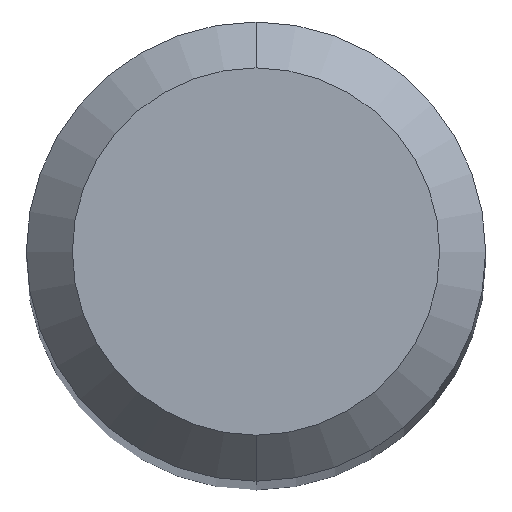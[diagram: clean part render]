
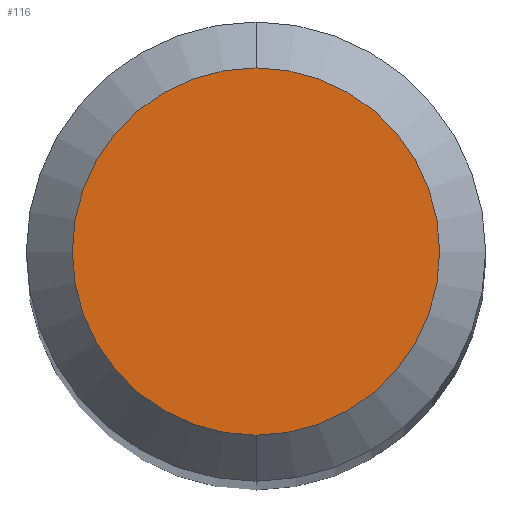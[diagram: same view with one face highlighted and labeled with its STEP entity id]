
A CAD part, top view. The second image highlights one B-rep face of the part: STEP entity #116.
In plain terms, the highlighted planar face has unit normal (0, 0, 1).
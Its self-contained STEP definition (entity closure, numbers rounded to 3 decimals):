
#116=ADVANCED_FACE('',(#274),#275,.T.);
#122=VERTEX_POINT('',#282);
#146=EDGE_CURVE('',#122,#230,#308,.T.);
#230=VERTEX_POINT('',#406);
#236=EDGE_CURVE('',#230,#122,#412,.T.);
#274=FACE_OUTER_BOUND('',#446,.T.);
#275=PLANE('',#447);
#282=CARTESIAN_POINT('',(0.,-1.2,0.0));
#308=CIRCLE('',#489,1.2);
#406=CARTESIAN_POINT('',(0.0,1.2,0.0));
#412=CIRCLE('',#617,1.2);
#446=EDGE_LOOP('',(#639,#640));
#447=AXIS2_PLACEMENT_3D('',#641,#642,#643);
#489=AXIS2_PLACEMENT_3D('',#687,#688,#689);
#617=AXIS2_PLACEMENT_3D('',#828,#829,#830);
#639=ORIENTED_EDGE('',*,*,#236,.F.);
#640=ORIENTED_EDGE('',*,*,#146,.F.);
#641=CARTESIAN_POINT('',(0.0,0.6,0.0));
#642=DIRECTION('',(-0.0,0.0,1.0));
#643=DIRECTION('',(0.0,-1.0,0.0));
#687=CARTESIAN_POINT('',(0.0,0.0,0.0));
#688=DIRECTION('',(0.0,0.0,-1.0));
#689=DIRECTION('',(0.0,1.0,0.0));
#828=CARTESIAN_POINT('',(0.0,0.0,0.0));
#829=DIRECTION('',(0.0,0.0,-1.0));
#830=DIRECTION('',(0.0,1.0,0.0));
